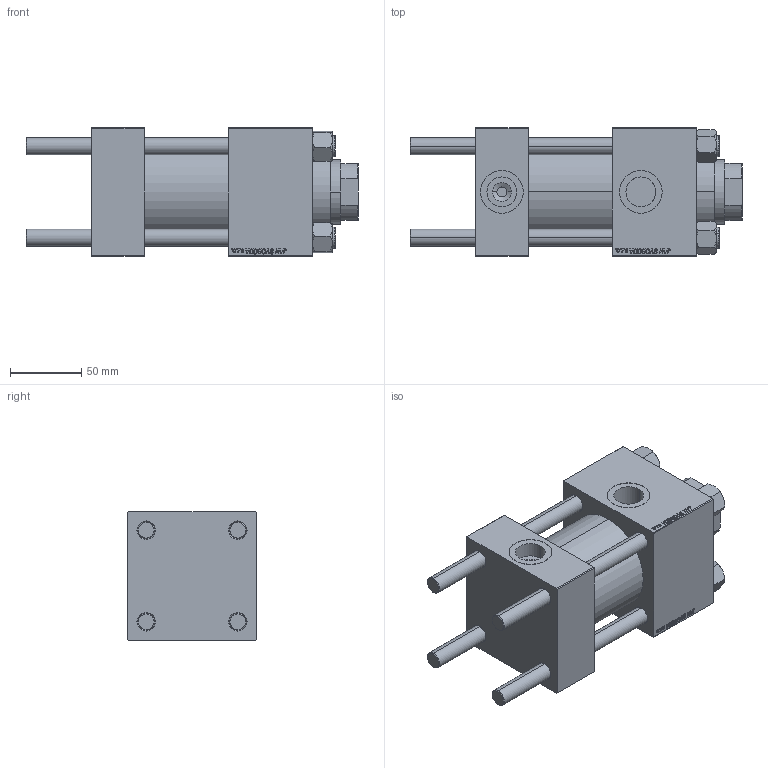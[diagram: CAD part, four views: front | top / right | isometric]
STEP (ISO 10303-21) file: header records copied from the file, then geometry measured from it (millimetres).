
FILE_DESCRIPTION (( 'STEP AP203' ), '1' );
FILE_NAME ('7ed4.STEP', '2022-04-16T14:31:25', ( '' ), ( '' ), 'SwSTEP 2.0', 'SolidWorks 2019', '' );
FILE_SCHEMA (( 'CONFIG_CONTROL_DESIGN' ));
Length unit declared in the file: millimetre
Products named in the file (6): 7ed4; NUT_M5 da2a0c3ea6548a25b862b26e74e033bc; V215_VC_A da2a0c3ea6548a25b862b26e74e033bc; V215CR_VCP da2a0c3ea6548a25b862b26e74e033bc; V215CR_BODY_A da2a0c3ea6548a25b862b26e74e033bc; CR025_012_A_0_G_A_G_M_020_+#_##_TYCINKA da2a0c3ea6548a25b862b26e74e033bc
Assembly tree (11 placements, depth 2):
  7ed4
    V215CR_BODY_A da2a0c3ea6548a25b862b26e74e033bc
    CR025_012_A_0_G_A_G_M_020_+#_##_TYCINKA da2a0c3ea6548a25b862b26e74e033bc  x4
    NUT_M5 da2a0c3ea6548a25b862b26e74e033bc  x4
    V215CR_VCP da2a0c3ea6548a25b862b26e74e033bc
    V215_VC_A da2a0c3ea6548a25b862b26e74e033bc
Bounding box: 233 x 90 x 90 mm (x, y, z)
Volume: 1032189.6 mm3; surface area: 206348.3 mm2
Topology: 11 solids, 11 shells, 1137 faces, 2857 edges, 1852 vertices
Faces by surface type: plane 521, bspline 392, cone 136, cylinder 80, torus 8
Entity records: 49881 total; most frequent: CARTESIAN_POINT 26973, ORIENTED_EDGE 5206, DIRECTION 3257, EDGE_CURVE 2603, VERTEX_POINT 1708, LINE 1585, VECTOR 1585, EDGE_LOOP 1145
